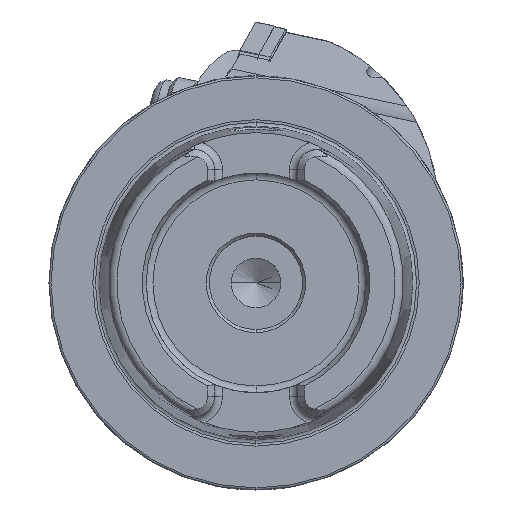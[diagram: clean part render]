
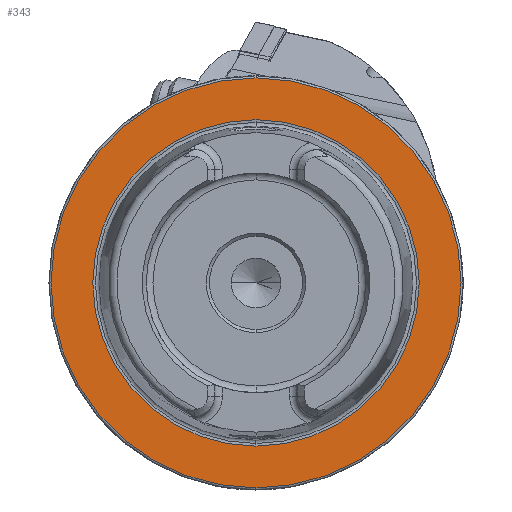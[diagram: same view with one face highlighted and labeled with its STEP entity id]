
A CAD part, left-side view. The second image highlights one B-rep face of the part: STEP entity #343.
In plain terms, the highlighted planar face has unit normal (-1, 0, 0).
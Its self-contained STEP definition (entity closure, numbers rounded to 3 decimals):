
#285 = VERTEX_POINT ( 'NONE', #10784 ) ;
#343 = ADVANCED_FACE ( 'NONE', ( #2503, #2501 ), #10607, .F. ) ;
#837 = VERTEX_POINT ( 'NONE', #14858 ) ;
#1931 = CIRCLE ( 'NONE', #13314, 39.405 ) ;
#2501 = FACE_OUTER_BOUND ( 'NONE', #4648, .T. ) ;
#2503 = FACE_BOUND ( 'NONE', #4666, .T. ) ;
#3363 = CIRCLE ( 'NONE', #5438, 49.5 ) ;
#3364 = CIRCLE ( 'NONE', #5432, 39.405 ) ;
#4648 = EDGE_LOOP ( 'NONE', ( #9385, #9387 ) ) ;
#4666 = EDGE_LOOP ( 'NONE', ( #9382, #9383 ) ) ;
#5432 = AXIS2_PLACEMENT_3D ( 'NONE', #16645, #16646, #16648 ) ;
#5438 = AXIS2_PLACEMENT_3D ( 'NONE', #16649, #16651, #16652 ) ;
#5594 = EDGE_CURVE ( 'NONE', #17275, #15986, #1931, .T. ) ;
#5642 = EDGE_CURVE ( 'NONE', #837, #285, #10851, .T. ) ;
#8685 = AXIS2_PLACEMENT_3D ( 'NONE', #9298, #9349, #9391 ) ;
#9298 = CARTESIAN_POINT ( 'NONE',  ( 0., 0., 0. ) ) ;
#9349 = DIRECTION ( 'NONE',  ( -1., 0., 0. ) ) ;
#9382 = ORIENTED_EDGE ( 'NONE', *, *, #13913, .F. ) ;
#9383 = ORIENTED_EDGE ( 'NONE', *, *, #5594, .F. ) ;
#9385 = ORIENTED_EDGE ( 'NONE', *, *, #5642, .T. ) ;
#9387 = ORIENTED_EDGE ( 'NONE', *, *, #13914, .T. ) ;
#9391 = DIRECTION ( 'NONE',  ( 0., 0., 1. ) ) ;
#10607 = PLANE ( 'NONE',  #13380 ) ;
#10701 = CARTESIAN_POINT ( 'NONE',  ( 0., 49.5, 0. ) ) ;
#10784 = CARTESIAN_POINT ( 'NONE',  ( 0., 0., -49.5 ) ) ;
#10801 = DIRECTION ( 'NONE',  ( 1., 0., 0. ) ) ;
#10803 = DIRECTION ( 'NONE',  ( 0., 0., -1. ) ) ;
#10851 = CIRCLE ( 'NONE', #8685, 49.5 ) ;
#11833 = CARTESIAN_POINT ( 'NONE',  ( 0., 0., 39.405 ) ) ;
#11942 = CARTESIAN_POINT ( 'NONE',  ( 0., 0., -39.405 ) ) ;
#13314 = AXIS2_PLACEMENT_3D ( 'NONE', #14074, #14073, #14072 ) ;
#13380 = AXIS2_PLACEMENT_3D ( 'NONE', #10701, #10801, #10803 ) ;
#13913 = EDGE_CURVE ( 'NONE', #15986, #17275, #3364, .T. ) ;
#13914 = EDGE_CURVE ( 'NONE', #285, #837, #3363, .T. ) ;
#14072 = DIRECTION ( 'NONE',  ( 0., 0., 1. ) ) ;
#14073 = DIRECTION ( 'NONE',  ( -1., 0., 0. ) ) ;
#14074 = CARTESIAN_POINT ( 'NONE',  ( 0., 0., 0. ) ) ;
#14858 = CARTESIAN_POINT ( 'NONE',  ( 0., 0., 49.5 ) ) ;
#15986 = VERTEX_POINT ( 'NONE', #11833 ) ;
#16645 = CARTESIAN_POINT ( 'NONE',  ( 0., 0., 0. ) ) ;
#16646 = DIRECTION ( 'NONE',  ( -1., 0., 0. ) ) ;
#16648 = DIRECTION ( 'NONE',  ( 0., 0., 1. ) ) ;
#16649 = CARTESIAN_POINT ( 'NONE',  ( 0., 0., 0. ) ) ;
#16651 = DIRECTION ( 'NONE',  ( -1., 0., 0. ) ) ;
#16652 = DIRECTION ( 'NONE',  ( 0., 0., 1. ) ) ;
#17275 = VERTEX_POINT ( 'NONE', #11942 ) ;
